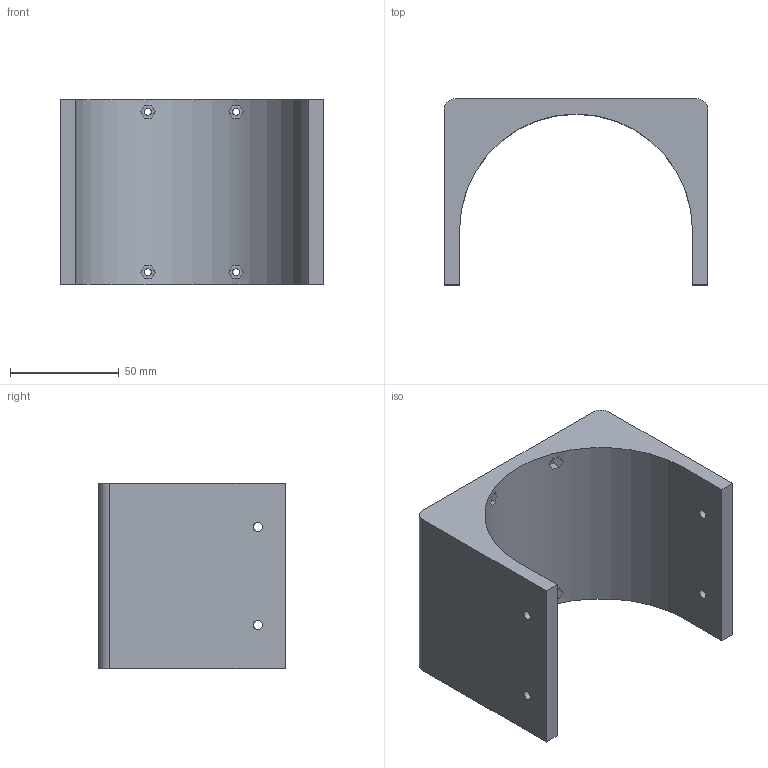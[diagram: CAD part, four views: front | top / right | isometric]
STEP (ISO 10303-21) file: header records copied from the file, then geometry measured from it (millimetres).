
FILE_DESCRIPTION(/* description */ (''),/* implementation_level */ '2;1');
FILE_NAME(/* name */ 'mainIMU.stp',/* time_stamp */ '2024-07-01T23:27:02+09:00',/* author */ ('towawa'),/* organization */ (''),/* preprocessor_version */ 'ST-DEVELOPER v20',/* originating_system */ 'Autodesk Inventor 2024',/* authorisation */ '');
FILE_SCHEMA (('AUTOMOTIVE_DESIGN { 1 0 10303 214 3 1 1 }'));
Length unit declared in the file: millimetre
Products named in the file (1): mainIMU
Bounding box: 121 x 85.5 x 85 mm (x, y, z)
Volume: 267856.8 mm3; surface area: 51292 mm2
Topology: 1 solids, 1 shells, 48 faces, 126 edges, 84 vertices
Faces by surface type: plane 37, cylinder 11
Full cylindrical faces by diameter (mm): 3.2 x4, 4.2 x4
Entity records: 1571 total; most frequent: DIRECTION 270, CARTESIAN_POINT 259, ORIENTED_EDGE 252, EDGE_CURVE 126, AXIS2_PLACEMENT_3D 95, VERTEX_POINT 84, LINE 80, VECTOR 80
